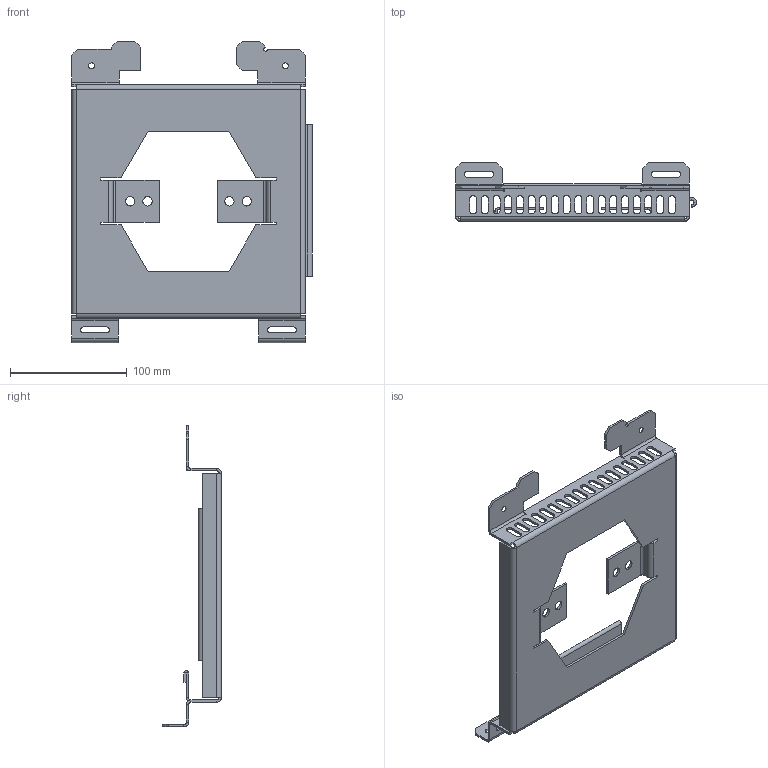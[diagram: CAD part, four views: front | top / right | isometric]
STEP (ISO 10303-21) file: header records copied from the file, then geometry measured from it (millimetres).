
FILE_DESCRIPTION (( 'STEP AP203' ), '1' );
FILE_NAME ('grill sheet metal.STEP', '2026-02-02T10:34:58', ( '' ), ( '' ), 'SwSTEP 2.0', 'SolidWorks 2025', '' );
FILE_SCHEMA (( 'CONFIG_CONTROL_DESIGN' ));
Length unit declared in the file: millimetre
Products named in the file (1): grill sheet metal
Bounding box: 206 x 50.29 x 258 mm (x, y, z)
Volume: 108612.4 mm3; surface area: 116509.5 mm2
Topology: 1 solids, 1 shells, 374 faces, 984 edges, 612 vertices
Faces by surface type: plane 245, cylinder 125, cone 4
Entity records: 11635 total; most frequent: DIRECTION 1992, CARTESIAN_POINT 1971, ORIENTED_EDGE 1968, EDGE_CURVE 984, LINE 726, VECTOR 726, AXIS2_PLACEMENT_3D 633, VERTEX_POINT 612
